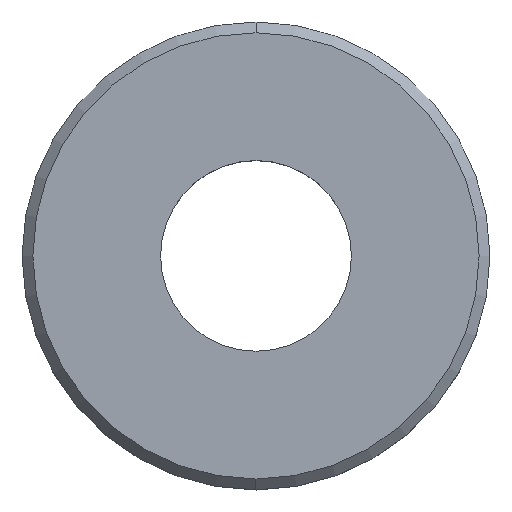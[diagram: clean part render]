
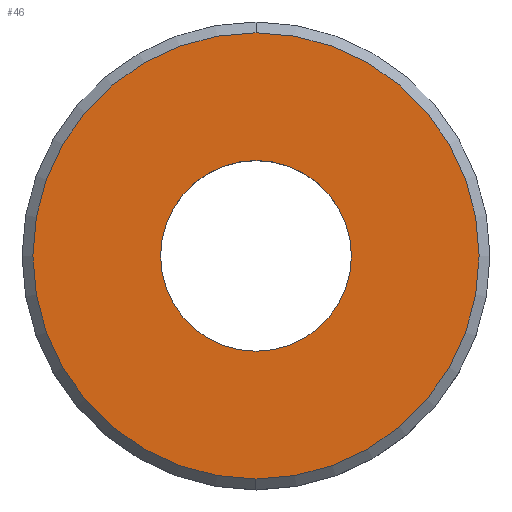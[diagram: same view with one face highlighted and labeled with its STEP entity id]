
A CAD part, top view. The second image highlights one B-rep face of the part: STEP entity #46.
In plain terms, the highlighted planar face has unit normal (0, 0, 1).
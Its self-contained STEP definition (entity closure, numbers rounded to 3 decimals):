
#46=ADVANCED_FACE('',(#87,#88),#89,.T.);
#87=FACE_OUTER_BOUND('',#120,.T.);
#88=FACE_BOUND('',#121,.T.);
#89=PLANE('',#122);
#120=EDGE_LOOP('',(#185,#186));
#121=EDGE_LOOP('',(#187,#188));
#122=AXIS2_PLACEMENT_3D('',#189,#190,#191);
#185=ORIENTED_EDGE('',*,*,#210,.T.);
#186=ORIENTED_EDGE('',*,*,#205,.T.);
#187=ORIENTED_EDGE('',*,*,#200,.T.);
#188=ORIENTED_EDGE('',*,*,#213,.T.);
#189=CARTESIAN_POINT('',(0.0,0.0,3.0));
#190=DIRECTION('',(0.0,0.0,1.0));
#191=DIRECTION('',(1.0,0.0,0.0));
#200=EDGE_CURVE('',#233,#230,#234,.T.);
#205=EDGE_CURVE('',#241,#239,#242,.T.);
#210=EDGE_CURVE('',#239,#241,#248,.T.);
#213=EDGE_CURVE('',#230,#233,#251,.T.);
#230=VERTEX_POINT('',#270);
#233=VERTEX_POINT('',#274);
#234=CIRCLE('',#275,2.65);
#239=VERTEX_POINT('',#281);
#241=VERTEX_POINT('',#284);
#242=CIRCLE('',#285,6.2);
#248=CIRCLE('',#292,6.2);
#251=CIRCLE('',#295,2.65);
#270=CARTESIAN_POINT('',(2.65,0.,3.0));
#274=CARTESIAN_POINT('',(-2.65,0.,3.0));
#275=AXIS2_PLACEMENT_3D('',#312,#313,#314);
#281=CARTESIAN_POINT('',(0.0,6.2,3.0));
#284=CARTESIAN_POINT('',(0.,-6.2,3.0));
#285=AXIS2_PLACEMENT_3D('',#320,#321,#322);
#292=AXIS2_PLACEMENT_3D('',#330,#331,#332);
#295=AXIS2_PLACEMENT_3D('',#336,#337,#338);
#312=CARTESIAN_POINT('',(0.0,0.0,3.0));
#313=DIRECTION('',(0.0,0.0,-1.0));
#314=DIRECTION('',(1.0,0.0,0.0));
#320=CARTESIAN_POINT('',(0.,0.0,3.0));
#321=DIRECTION('',(0.0,-0.0,1.0));
#322=DIRECTION('',(0.0,1.0,0.0));
#330=CARTESIAN_POINT('',(0.,0.0,3.0));
#331=DIRECTION('',(0.0,-0.0,1.0));
#332=DIRECTION('',(0.0,1.0,0.0));
#336=CARTESIAN_POINT('',(0.0,0.0,3.0));
#337=DIRECTION('',(0.0,0.0,-1.0));
#338=DIRECTION('',(1.0,0.0,0.0));
